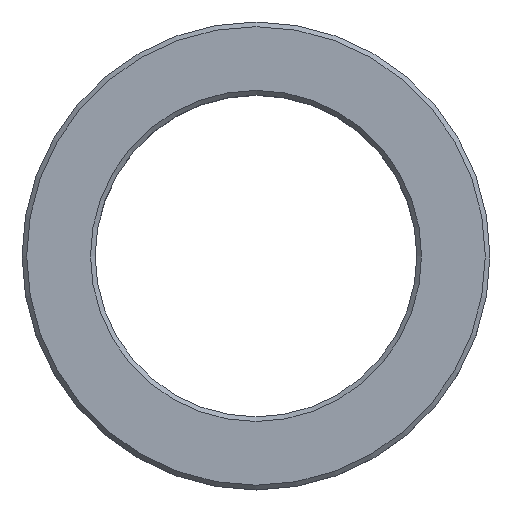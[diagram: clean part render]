
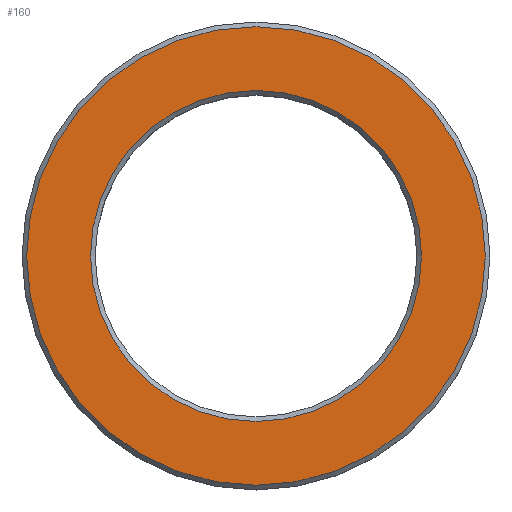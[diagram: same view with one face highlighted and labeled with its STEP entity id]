
A CAD part, top view. The second image highlights one B-rep face of the part: STEP entity #160.
In plain terms, the highlighted planar face has unit normal (0, 0, 1).
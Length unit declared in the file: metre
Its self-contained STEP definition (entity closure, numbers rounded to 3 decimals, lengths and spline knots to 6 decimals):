
#160=ADVANCED_FACE('',(#189,#190),#191,.T.);
#189=FACE_BOUND('',#804,.T.);
#190=FACE_OUTER_BOUND('',#805,.T.);
#191=PLANE('',#806);
#804=EDGE_LOOP('',(#1444));
#805=EDGE_LOOP('',(#1445));
#806=AXIS2_PLACEMENT_3D('',#1446,#1447,#1448);
#1444=ORIENTED_EDGE('',*,*,#1505,.T.);
#1445=ORIENTED_EDGE('',*,*,#1498,.F.);
#1446=CARTESIAN_POINT('',(0.0392,0.0,0.03));
#1447=DIRECTION('',(0.0,0.,1.0));
#1448=DIRECTION('',(0.0,-1.0,0.));
#1498=EDGE_CURVE('',#1529,#1529,#1530,.T.);
#1505=EDGE_CURVE('',#1541,#1541,#1542,.T.);
#1529=VERTEX_POINT('',#1625);
#1530=CIRCLE('',#1626,0.0392);
#1541=VERTEX_POINT('',#1687);
#1542=CIRCLE('',#1688,0.0283);
#1625=CARTESIAN_POINT('',(0.0,0.0392,0.03));
#1626=AXIS2_PLACEMENT_3D('',#1715,#1716,#1717);
#1687=CARTESIAN_POINT('',(0.0,0.0283,0.03));
#1688=AXIS2_PLACEMENT_3D('',#1730,#1731,#1732);
#1715=CARTESIAN_POINT('',(0.0,0.0,0.03));
#1716=DIRECTION('',(0.0,0.,-1.0));
#1717=DIRECTION('',(0.0,1.0,0.));
#1730=CARTESIAN_POINT('',(0.0,0.0,0.03));
#1731=DIRECTION('',(0.0,0.,-1.0));
#1732=DIRECTION('',(0.0,1.0,0.));
